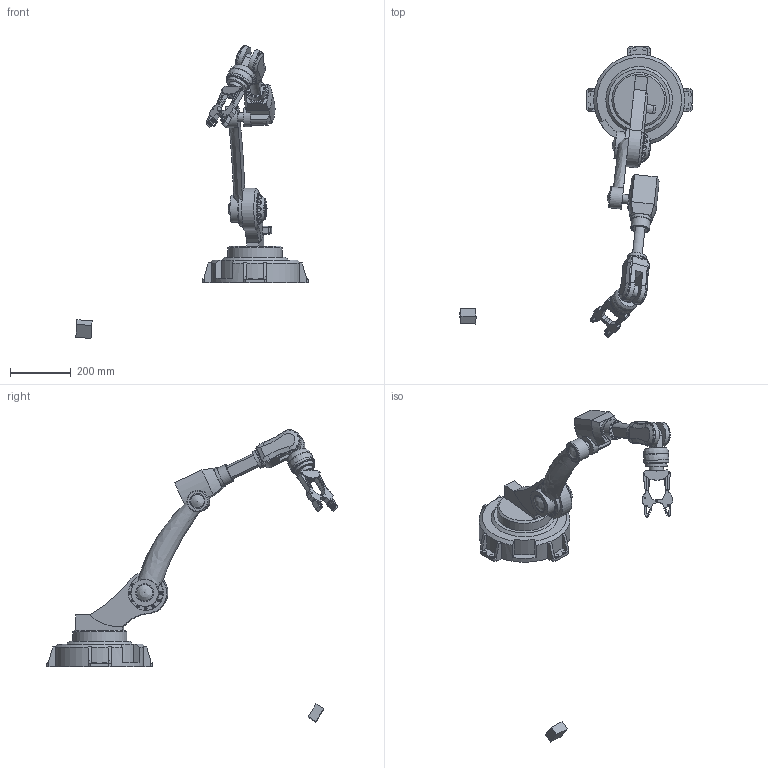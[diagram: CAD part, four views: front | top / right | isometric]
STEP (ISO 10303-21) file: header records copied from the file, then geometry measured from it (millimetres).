
FILE_DESCRIPTION(/* description */ (''),/* implementation_level */ '2;1');
FILE_NAME(/* name */ 'Robot v20.step',/* time_stamp */ '2025-09-13T00:23:21+05:30',/* author */ (''),/* organization */ (''),/* preprocessor_version */ 'ST-DEVELOPER v20.1',/* originating_system */ 'Autodesk Translation Framework v14.17.0.0',/* authorisation */ '');
FILE_SCHEMA (('AUTOMOTIVE_DESIGN { 1 0 10303 214 3 1 1 }'));
Length unit declared in the file: millimetre
Products named in the file (10): Robot; Jaw; Base; Jaw 2; Jaw 3; Jaw 4; Jaw 6; Jaw 5; Jaw 7; Ball
Assembly tree (10 placements, depth 2):
  Robot
    Jaw
    Base
    Jaw 2
    Jaw 3
    Jaw 4
    Jaw 6
    Jaw 7  x2
    Jaw 5
    Ball
Bounding box: 767.01 x 959.28 x 966.43 mm (x, y, z)
Volume: 11332239.3 mm3; surface area: 779542.1 mm2
Topology: 10 solids, 11 shells, 938 faces, 2164 edges, 1430 vertices
Faces by surface type: plane 560, cylinder 285, bspline 72, cone 20, torus 1
Full cylindrical faces by diameter (mm): 0 x1, 1.773 x14, 2.5 x14, 3 x38, 3.24 x12, 4.5 x16, 5 x12, 6 x20, 9 x8, 20 x5, 30 x8, 45 x1, 47 x1, 50 x2, 54 x1, 55 x1, 60 x2, 62 x2, 65 x1, 69 x1, 70 x3, 79 x1, 82.5 x1, 90 x1, 180 x1
Entity records: 26413 total; most frequent: CARTESIAN_POINT 6521, ORIENTED_EDGE 3985, DIRECTION 3968, EDGE_CURVE 1993, AXIS2_PLACEMENT_3D 1423, VERTEX_POINT 1320, LINE 1122, VECTOR 1122
